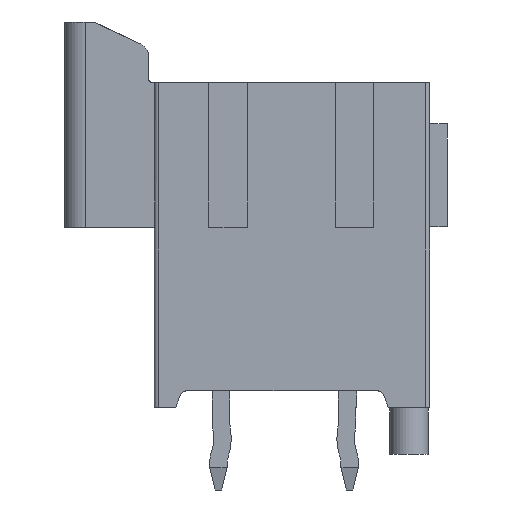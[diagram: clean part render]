
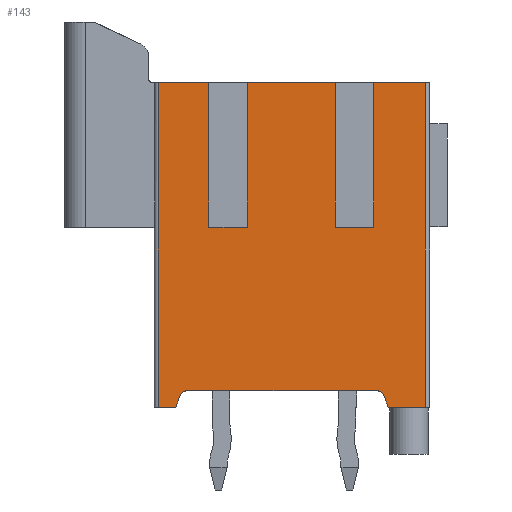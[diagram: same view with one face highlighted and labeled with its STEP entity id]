
A CAD part, left-side view. The second image highlights one B-rep face of the part: STEP entity #143.
In plain terms, the highlighted planar face has unit normal (-1, 0, 0).
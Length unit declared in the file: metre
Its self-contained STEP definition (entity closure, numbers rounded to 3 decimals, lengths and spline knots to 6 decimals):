
#143 = ADVANCED_FACE( '', ( #523 ), #524, .T. );
#523 = FACE_OUTER_BOUND( '', #1080, .T. );
#524 = PLANE( '', #1081 );
#1080 = EDGE_LOOP( '', ( #2310, #2311, #2312, #2313, #2314, #2315, #2316, #2317, #2318, #2319, #2320, #2321, #2322, #2323, #2324, #2325, #2326, #2327 ) );
#1081 = AXIS2_PLACEMENT_3D( '', #2328, #2329, #2330 );
#2310 = ORIENTED_EDGE( '', *, *, #4070, .T. );
#2311 = ORIENTED_EDGE( '', *, *, #4164, .T. );
#2312 = ORIENTED_EDGE( '', *, *, #4165, .T. );
#2313 = ORIENTED_EDGE( '', *, *, #4166, .F. );
#2314 = ORIENTED_EDGE( '', *, *, #4067, .T. );
#2315 = ORIENTED_EDGE( '', *, *, #4167, .T. );
#2316 = ORIENTED_EDGE( '', *, *, #4168, .T. );
#2317 = ORIENTED_EDGE( '', *, *, #4007, .F. );
#2318 = ORIENTED_EDGE( '', *, *, #4064, .T. );
#2319 = ORIENTED_EDGE( '', *, *, #4169, .F. );
#2320 = ORIENTED_EDGE( '', *, *, #3800, .F. );
#2321 = ORIENTED_EDGE( '', *, *, #4170, .F. );
#2322 = ORIENTED_EDGE( '', *, *, #4171, .F. );
#2323 = ORIENTED_EDGE( '', *, *, #3947, .F. );
#2324 = ORIENTED_EDGE( '', *, *, #3833, .F. );
#2325 = ORIENTED_EDGE( '', *, *, #3714, .F. );
#2326 = ORIENTED_EDGE( '', *, *, #3802, .F. );
#2327 = ORIENTED_EDGE( '', *, *, #3823, .F. );
#2328 = CARTESIAN_POINT( '', ( -0.004, -0.005, -0.0059 ) );
#2329 = DIRECTION( '', ( -1., 0., 0. ) );
#2330 = DIRECTION( '', ( 0., 0., 1. ) );
#3714 = EDGE_CURVE( '', #4452, #4445, #4454, .T. );
#3800 = EDGE_CURVE( '', #4617, #4619, #4620, .T. );
#3802 = EDGE_CURVE( '', #4622, #4452, #4623, .T. );
#3823 = EDGE_CURVE( '', #4659, #4622, #4661, .T. );
#3833 = EDGE_CURVE( '', #4445, #4674, #4678, .T. );
#3947 = EDGE_CURVE( '', #4674, #4890, #4891, .T. );
#4007 = EDGE_CURVE( '', #5000, #4996, #5002, .T. );
#4064 = EDGE_CURVE( '', #5000, #5101, #5103, .T. );
#4067 = EDGE_CURVE( '', #5108, #5106, #5109, .T. );
#4070 = EDGE_CURVE( '', #4659, #5111, #5113, .T. );
#4164 = EDGE_CURVE( '', #5111, #5261, #5262, .T. );
#4165 = EDGE_CURVE( '', #5261, #5263, #5264, .T. );
#4166 = EDGE_CURVE( '', #5108, #5263, #5265, .T. );
#4167 = EDGE_CURVE( '', #5106, #5266, #5267, .T. );
#4168 = EDGE_CURVE( '', #5266, #4996, #5268, .T. );
#4169 = EDGE_CURVE( '', #4619, #5101, #5269, .T. );
#4170 = EDGE_CURVE( '', #5270, #4617, #5271, .T. );
#4171 = EDGE_CURVE( '', #4890, #5270, #5272, .T. );
#4445 = VERTEX_POINT( '', #5661 );
#4452 = VERTEX_POINT( '', #5673 );
#4454 = LINE( '', #5676, #5677 );
#4617 = VERTEX_POINT( '', #5919 );
#4619 = VERTEX_POINT( '', #5922 );
#4620 = LINE( '', #5923, #5924 );
#4622 = VERTEX_POINT( '', #5926 );
#4623 = LINE( '', #5927, #5928 );
#4659 = VERTEX_POINT( '', #5980 );
#4661 = LINE( '', #5982, #5983 );
#4674 = VERTEX_POINT( '', #6010 );
#4678 = CIRCLE( '', #6023, 0.00025 );
#4890 = VERTEX_POINT( '', #6318 );
#4891 = LINE( '', #6319, #6320 );
#4996 = VERTEX_POINT( '', #6468 );
#5000 = VERTEX_POINT( '', #6474 );
#5002 = LINE( '', #6477, #6478 );
#5101 = VERTEX_POINT( '', #6625 );
#5103 = LINE( '', #6627, #6628 );
#5106 = VERTEX_POINT( '', #6632 );
#5108 = VERTEX_POINT( '', #6635 );
#5109 = LINE( '', #6636, #6637 );
#5111 = VERTEX_POINT( '', #6640 );
#5113 = LINE( '', #6643, #6644 );
#5261 = VERTEX_POINT( '', #6869 );
#5262 = LINE( '', #6870, #6871 );
#5263 = VERTEX_POINT( '', #6872 );
#5264 = LINE( '', #6873, #6874 );
#5265 = LINE( '', #6875, #6876 );
#5266 = VERTEX_POINT( '', #6877 );
#5267 = LINE( '', #6878, #6879 );
#5268 = LINE( '', #6880, #6881 );
#5269 = LINE( '', #6882, #6883 );
#5270 = VERTEX_POINT( '', #6884 );
#5271 = LINE( '', #6885, #6886 );
#5272 = CIRCLE( '', #6887, 0.00025 );
#5661 = CARTESIAN_POINT( '', ( -0.004, -0.003341, -0.005464 ) );
#5673 = CARTESIAN_POINT( '', ( -0.004, -0.0035, -0.0059 ) );
#5676 = CARTESIAN_POINT( '', ( -0.004, -0.0035, -0.0059 ) );
#5677 = VECTOR( '', #7487, 1. );
#5919 = CARTESIAN_POINT( '', ( -0.004, 0.004218, -0.0059 ) );
#5922 = CARTESIAN_POINT( '', ( -0.004, 0.00485, -0.0059 ) );
#5923 = CARTESIAN_POINT( '', ( -0.004, 0.004218, -0.0059 ) );
#5924 = VECTOR( '', #7596, 1. );
#5926 = CARTESIAN_POINT( '', ( -0.004, -0.00485, -0.0059 ) );
#5927 = CARTESIAN_POINT( '', ( -0.004, -0.00485, -0.0059 ) );
#5928 = VECTOR( '', #7600, 1. );
#5980 = CARTESIAN_POINT( '', ( -0.004, -0.00485, 0.0059 ) );
#5982 = CARTESIAN_POINT( '', ( -0.004, -0.00485, 0.0059 ) );
#5983 = VECTOR( '', #7629, 1. );
#6010 = CARTESIAN_POINT( '', ( -0.004, -0.003107, -0.0053 ) );
#6023 = AXIS2_PLACEMENT_3D( '', #7638, #7639, #7640 );
#6318 = CARTESIAN_POINT( '', ( -0.004, 0.003825, -0.0053 ) );
#6319 = CARTESIAN_POINT( '', ( -0.004, -0.003107, -0.0053 ) );
#6320 = VECTOR( '', #7817, 1. );
#6468 = CARTESIAN_POINT( '', ( -0.004, 0.00302, 0.00065 ) );
#6474 = CARTESIAN_POINT( '', ( -0.004, 0.00302, 0.0059 ) );
#6477 = CARTESIAN_POINT( '', ( -0.004, 0.00302, 0.0059 ) );
#6478 = VECTOR( '', #7903, 1. );
#6625 = CARTESIAN_POINT( '', ( -0.004, 0.00485, 0.0059 ) );
#6627 = CARTESIAN_POINT( '', ( -0.004, 0.00302, 0.0059 ) );
#6628 = VECTOR( '', #7976, 1. );
#6632 = CARTESIAN_POINT( '', ( -0.004, 0.00162, 0.0059 ) );
#6635 = CARTESIAN_POINT( '', ( -0.004, -0.00158, 0.0059 ) );
#6636 = CARTESIAN_POINT( '', ( -0.004, -0.00158, 0.0059 ) );
#6637 = VECTOR( '', #7979, 1. );
#6640 = CARTESIAN_POINT( '', ( -0.004, -0.00298, 0.0059 ) );
#6643 = CARTESIAN_POINT( '', ( -0.004, -0.00485, 0.0059 ) );
#6644 = VECTOR( '', #7982, 1. );
#6869 = CARTESIAN_POINT( '', ( -0.004, -0.00298, 0.00065 ) );
#6870 = CARTESIAN_POINT( '', ( -0.004, -0.00298, 0.0059 ) );
#6871 = VECTOR( '', #8108, 1. );
#6872 = CARTESIAN_POINT( '', ( -0.004, -0.00158, 0.00065 ) );
#6873 = CARTESIAN_POINT( '', ( -0.004, -0.00298, 0.00065 ) );
#6874 = VECTOR( '', #8109, 1. );
#6875 = CARTESIAN_POINT( '', ( -0.004, -0.00158, 0.0059 ) );
#6876 = VECTOR( '', #8110, 1. );
#6877 = CARTESIAN_POINT( '', ( -0.004, 0.00162, 0.00065 ) );
#6878 = CARTESIAN_POINT( '', ( -0.004, 0.00162, 0.0059 ) );
#6879 = VECTOR( '', #8111, 1. );
#6880 = CARTESIAN_POINT( '', ( -0.004, 0.00162, 0.00065 ) );
#6881 = VECTOR( '', #8112, 1. );
#6882 = CARTESIAN_POINT( '', ( -0.004, 0.00485, -0.0059 ) );
#6883 = VECTOR( '', #8113, 1. );
#6884 = CARTESIAN_POINT( '', ( -0.004, 0.00406, -0.005464 ) );
#6885 = CARTESIAN_POINT( '', ( -0.004, 0.00406, -0.005464 ) );
#6886 = VECTOR( '', #8114, 1. );
#6887 = AXIS2_PLACEMENT_3D( '', #8115, #8116, #8117 );
#7487 = DIRECTION( '', ( 0., 0.342, 0.94 ) );
#7596 = DIRECTION( '', ( 0., 1., 0. ) );
#7600 = DIRECTION( '', ( 0., 1., 0. ) );
#7629 = DIRECTION( '', ( 0., 0., -1. ) );
#7638 = CARTESIAN_POINT( '', ( -0.004, -0.003107, -0.00555 ) );
#7639 = DIRECTION( '', ( -1., 0., 0. ) );
#7640 = DIRECTION( '', ( 0., -0.94, 0.342 ) );
#7817 = DIRECTION( '', ( 0., 1., 0. ) );
#7903 = DIRECTION( '', ( 0., 0., -1. ) );
#7976 = DIRECTION( '', ( 0., 1., 0. ) );
#7979 = DIRECTION( '', ( 0., 1., 0. ) );
#7982 = DIRECTION( '', ( 0., 1., 0. ) );
#8108 = DIRECTION( '', ( 0., 0., -1. ) );
#8109 = DIRECTION( '', ( 0., 1., 0. ) );
#8110 = DIRECTION( '', ( 0., 0., -1. ) );
#8111 = DIRECTION( '', ( 0., 0., -1. ) );
#8112 = DIRECTION( '', ( 0., 1., 0. ) );
#8113 = DIRECTION( '', ( 0., 0., 1. ) );
#8114 = DIRECTION( '', ( 0., 0.342, -0.94 ) );
#8115 = CARTESIAN_POINT( '', ( -0.004, 0.003825, -0.00555 ) );
#8116 = DIRECTION( '', ( -1., 0., 0. ) );
#8117 = DIRECTION( '', ( 0., 0., 1. ) );
